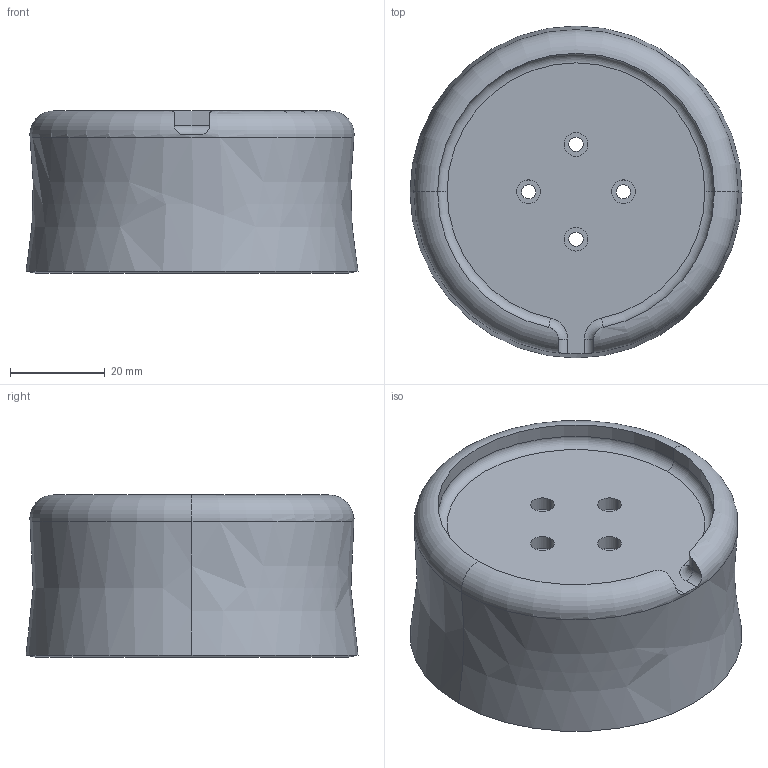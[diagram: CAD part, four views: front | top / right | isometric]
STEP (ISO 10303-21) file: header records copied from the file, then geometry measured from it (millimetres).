
FILE_DESCRIPTION (( 'STEP AP214' ), '1' );
FILE_NAME ('Knob_REV3.STEP', '2025-06-10T08:36:02', ( '' ), ( '' ), 'SwSTEP 2.0', 'SolidWorks 2024', '' );
FILE_SCHEMA (( 'AUTOMOTIVE_DESIGN' ));
Length unit declared in the file: millimetre
Products named in the file (1): Knob_REV3
Bounding box: 70 x 70 x 34.16 mm (x, y, z)
Volume: 47118.2 mm3; surface area: 18957.8 mm2
Topology: 1 solids, 1 shells, 44 faces, 100 edges, 62 vertices
Faces by surface type: cylinder 23, plane 8, torus 7, bspline 4, cone 2
Entity records: 1423 total; most frequent: CARTESIAN_POINT 373, DIRECTION 234, ORIENTED_EDGE 200, AXIS2_PLACEMENT_3D 103, EDGE_CURVE 100, CIRCLE 62, VERTEX_POINT 62, EDGE_LOOP 56
